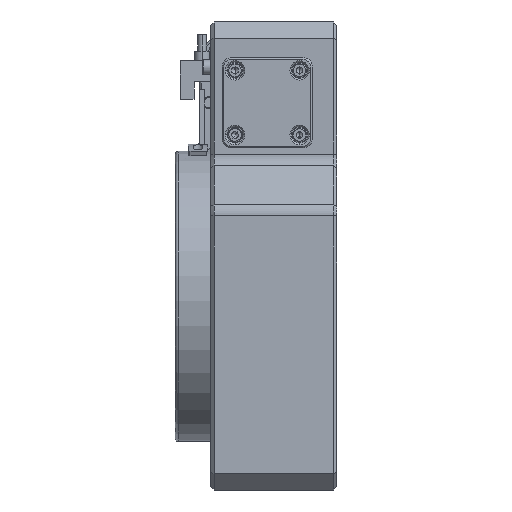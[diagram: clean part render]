
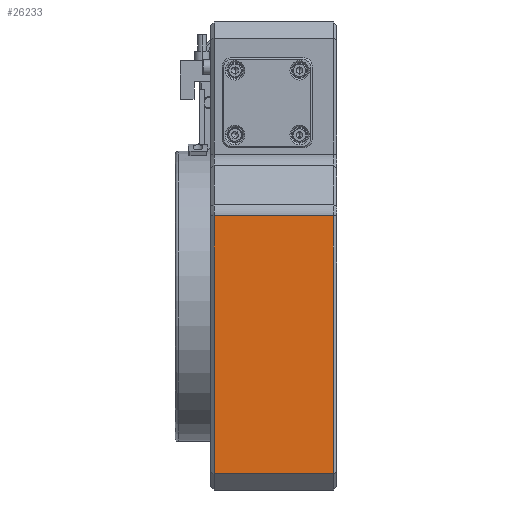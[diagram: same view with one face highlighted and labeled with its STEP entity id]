
A CAD part, left-side view. The second image highlights one B-rep face of the part: STEP entity #26233.
In plain terms, the highlighted planar face has unit normal (-1, 0, 0).
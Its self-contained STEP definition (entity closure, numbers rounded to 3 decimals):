
#313 = VERTEX_POINT ( 'NONE', #28181 ) ;
#955 = CARTESIAN_POINT ( 'NONE',  ( -60., 38., -55. ) ) ;
#1583 = CARTESIAN_POINT ( 'NONE',  ( -60., 39., 24.929 ) ) ;
#2071 = CARTESIAN_POINT ( 'NONE',  ( -60., 1., -60. ) ) ;
#2855 = CARTESIAN_POINT ( 'NONE',  ( -60., 39., -60. ) ) ;
#3620 = DIRECTION ( 'NONE',  ( 0., -1., 0. ) ) ;
#3780 = EDGE_CURVE ( 'NONE', #15581, #26303, #24947, .T. ) ;
#4837 = CARTESIAN_POINT ( 'NONE',  ( -60., 38., -55. ) ) ;
#5158 = VECTOR ( 'NONE', #10496, 1000. ) ;
#6076 = ORIENTED_EDGE ( 'NONE', *, *, #18477, .T. ) ;
#6762 = CARTESIAN_POINT ( 'NONE',  ( -60., 38., 24.929 ) ) ;
#7826 = EDGE_LOOP ( 'NONE', ( #14499, #6076, #16459, #25084 ) ) ;
#9458 = AXIS2_PLACEMENT_3D ( 'NONE', #2855, #11802, #20771 ) ;
#10098 = VERTEX_POINT ( 'NONE', #23839 ) ;
#10496 = DIRECTION ( 'NONE',  ( 0., 1., 0. ) ) ;
#10990 = DIRECTION ( 'NONE',  ( 0., 0., 1. ) ) ;
#11802 = DIRECTION ( 'NONE',  ( 1., 0., 0. ) ) ;
#13814 = DIRECTION ( 'NONE',  ( 0., 0., -1. ) ) ;
#14011 = FACE_OUTER_BOUND ( 'NONE', #7826, .T. ) ;
#14070 = VECTOR ( 'NONE', #3620, 1000. ) ;
#14499 = ORIENTED_EDGE ( 'NONE', *, *, #16028, .T. ) ;
#14785 = LINE ( 'NONE', #23736, #14070 ) ;
#15581 = VERTEX_POINT ( 'NONE', #6762 ) ;
#16028 = EDGE_CURVE ( 'NONE', #26303, #10098, #14785, .T. ) ;
#16459 = ORIENTED_EDGE ( 'NONE', *, *, #24868, .T. ) ;
#18477 = EDGE_CURVE ( 'NONE', #10098, #313, #22152, .T. ) ;
#20771 = DIRECTION ( 'NONE',  ( 0., 0., -1. ) ) ;
#21654 = LINE ( 'NONE', #1583, #5158 ) ;
#21680 = VECTOR ( 'NONE', #13814, 1000. ) ;
#22152 = LINE ( 'NONE', #2071, #28378 ) ;
#22955 = PLANE ( 'NONE',  #9458 ) ;
#23736 = CARTESIAN_POINT ( 'NONE',  ( -60., 39., -55. ) ) ;
#23839 = CARTESIAN_POINT ( 'NONE',  ( -60., 1., -55. ) ) ;
#24868 = EDGE_CURVE ( 'NONE', #313, #15581, #21654, .T. ) ;
#24947 = LINE ( 'NONE', #4837, #21680 ) ;
#25084 = ORIENTED_EDGE ( 'NONE', *, *, #3780, .T. ) ;
#26233 = ADVANCED_FACE ( 'NONE', ( #14011 ), #22955, .F. ) ;
#26303 = VERTEX_POINT ( 'NONE', #955 ) ;
#28181 = CARTESIAN_POINT ( 'NONE',  ( -60., 1., 24.929 ) ) ;
#28378 = VECTOR ( 'NONE', #10990, 1000. ) ;
